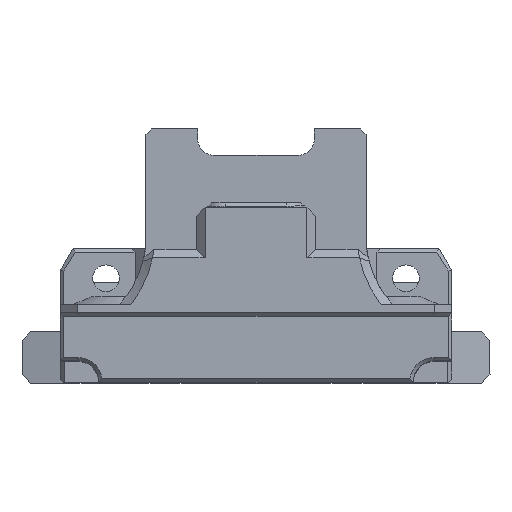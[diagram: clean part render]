
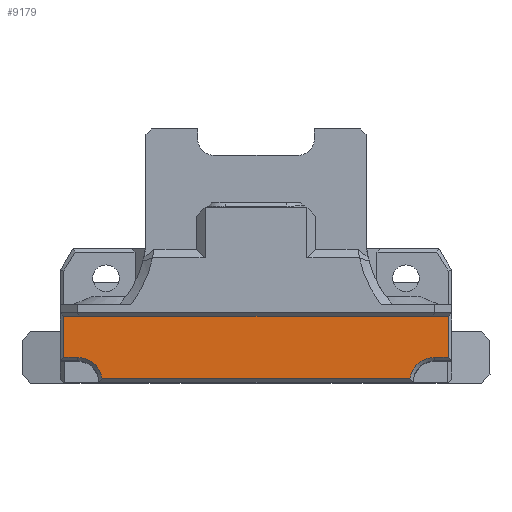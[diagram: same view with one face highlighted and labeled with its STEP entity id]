
A CAD part, top view. The second image highlights one B-rep face of the part: STEP entity #9179.
In plain terms, the highlighted planar face has unit normal (0, 0, 1).
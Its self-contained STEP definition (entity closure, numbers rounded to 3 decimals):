
#196=CIRCLE('',#9551,2.9);
#259=CIRCLE('',#9760,2.9);
#808=FACE_OUTER_BOUND('',#1347,.T.);
#1347=EDGE_LOOP('',(#8147,#8148,#8149,#8150,#8151,#8152,#8153,#8154));
#2047=LINE('',#14297,#3143);
#2071=LINE('',#14359,#3167);
#2277=LINE('',#14969,#3373);
#2300=LINE('',#15028,#3396);
#2434=LINE('',#15383,#3530);
#2435=LINE('',#15385,#3531);
#3143=VECTOR('',#11178,10.);
#3167=VECTOR('',#11238,10.);
#3373=VECTOR('',#11768,10.);
#3396=VECTOR('',#11823,10.);
#3530=VECTOR('',#12205,10.);
#3531=VECTOR('',#12208,10.);
#4091=VERTEX_POINT('',#14292);
#4092=VERTEX_POINT('',#14296);
#4111=VERTEX_POINT('',#14353);
#4112=VERTEX_POINT('',#14355);
#4269=VERTEX_POINT('',#14966);
#4270=VERTEX_POINT('',#14968);
#4290=VERTEX_POINT('',#15027);
#4310=VERTEX_POINT('',#15105);
#5158=EDGE_CURVE('',#4091,#4092,#2047,.T.);
#5188=EDGE_CURVE('',#4111,#4112,#196,.T.);
#5190=EDGE_CURVE('',#4092,#4111,#2071,.T.);
#5457=EDGE_CURVE('',#4270,#4269,#2277,.T.);
#5486=EDGE_CURVE('',#4269,#4290,#2300,.T.);
#5527=EDGE_CURVE('',#4290,#4310,#259,.T.);
#5661=EDGE_CURVE('',#4091,#4270,#2434,.F.);
#5662=EDGE_CURVE('',#4112,#4310,#2435,.T.);
#8147=ORIENTED_EDGE('',*,*,#5661,.T.);
#8148=ORIENTED_EDGE('',*,*,#5457,.T.);
#8149=ORIENTED_EDGE('',*,*,#5486,.T.);
#8150=ORIENTED_EDGE('',*,*,#5527,.T.);
#8151=ORIENTED_EDGE('',*,*,#5662,.F.);
#8152=ORIENTED_EDGE('',*,*,#5188,.F.);
#8153=ORIENTED_EDGE('',*,*,#5190,.F.);
#8154=ORIENTED_EDGE('',*,*,#5158,.F.);
#8688=PLANE('',#9856);
#9179=ADVANCED_FACE('',(#808),#8688,.T.);
#9551=AXIS2_PLACEMENT_3D('',#14356,#11232,#11233);
#9760=AXIS2_PLACEMENT_3D('',#15107,#11910,#11911);
#9856=AXIS2_PLACEMENT_3D('',#15384,#12206,#12207);
#11178=DIRECTION('',(0.,-1.,0.));
#11232=DIRECTION('center_axis',(0.,0.,
1.));
#11233=DIRECTION('ref_axis',(-1.,0.,0.));
#11238=DIRECTION('',(-1.,0.,0.));
#11768=DIRECTION('',(0.,-1.,0.));
#11823=DIRECTION('',(1.,0.,0.));
#11910=DIRECTION('center_axis',(0.,0.,
-1.));
#11911=DIRECTION('ref_axis',(1.,0.,0.));
#12205=DIRECTION('',(1.,0.,0.));
#12206=DIRECTION('center_axis',(0.,0.,
1.));
#12207=DIRECTION('ref_axis',(1.,0.,0.));
#12208=DIRECTION('',(-1.,0.,0.));
#14292=CARTESIAN_POINT('',(149.601,148.191,92.221));
#14296=CARTESIAN_POINT('',(149.601,143.391,92.221));
#14297=CARTESIAN_POINT('',(149.601,141.489,92.221));
#14353=CARTESIAN_POINT('',(148.001,143.391,92.221));
#14355=CARTESIAN_POINT('',(145.128,140.891,92.221));
#14356=CARTESIAN_POINT('Origin',(148.001,140.491,92.221));
#14359=CARTESIAN_POINT('',(127.902,143.391,92.221));
#14966=CARTESIAN_POINT('',(104.716,143.391,92.221));
#14968=CARTESIAN_POINT('',(104.716,148.191,92.221));
#14969=CARTESIAN_POINT('',(104.716,141.489,92.221));
#15027=CARTESIAN_POINT('',(106.316,143.391,92.221));
#15028=CARTESIAN_POINT('',(126.414,143.391,92.221));
#15105=CARTESIAN_POINT('',(109.188,140.891,92.221));
#15107=CARTESIAN_POINT('Origin',(106.316,140.491,92.221));
#15383=CARTESIAN_POINT('',(130.238,148.191,92.221));
#15384=CARTESIAN_POINT('Origin',(133.303,141.486,92.221));
#15385=CARTESIAN_POINT('',(129.864,140.891,92.221));
